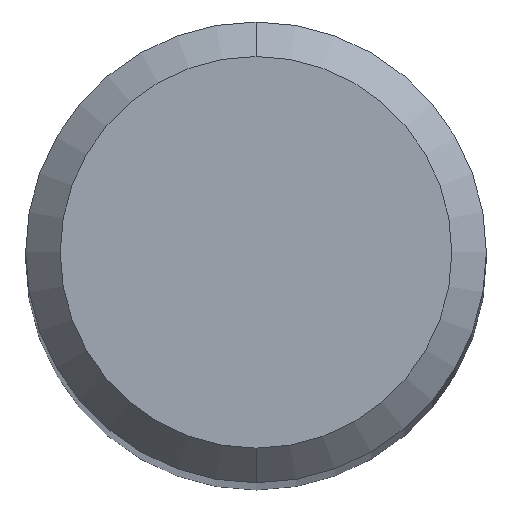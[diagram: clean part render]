
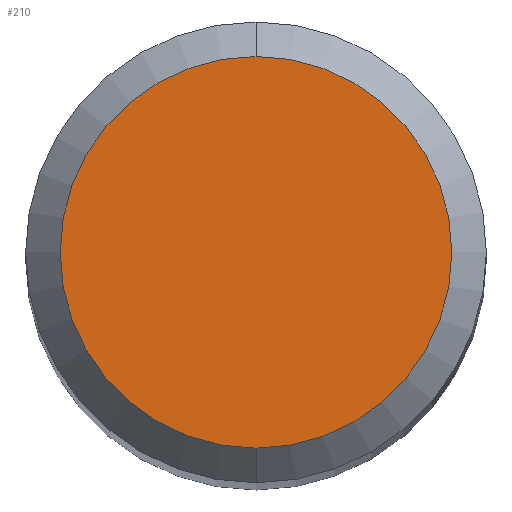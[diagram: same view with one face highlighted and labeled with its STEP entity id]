
A CAD part, top view. The second image highlights one B-rep face of the part: STEP entity #210.
In plain terms, the highlighted planar face has unit normal (0, 0, 1).
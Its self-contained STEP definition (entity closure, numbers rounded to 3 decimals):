
#116=VERTEX_POINT('',#270);
#134=EDGE_CURVE('',#116,#184,#289,.T.);
#184=VERTEX_POINT('',#348);
#210=ADVANCED_FACE('',(#379),#380,.T.);
#214=EDGE_CURVE('',#184,#116,#384,.T.);
#270=CARTESIAN_POINT('',(0.0,1.7,0.0));
#289=CIRCLE('',#466,1.7);
#348=CARTESIAN_POINT('',(0.,-1.7,0.0));
#379=FACE_OUTER_BOUND('',#574,.T.);
#380=PLANE('',#575);
#384=CIRCLE('',#580,1.7);
#466=AXIS2_PLACEMENT_3D('',#644,#645,#646);
#574=EDGE_LOOP('',(#775,#776));
#575=AXIS2_PLACEMENT_3D('',#777,#778,#779);
#580=AXIS2_PLACEMENT_3D('',#780,#781,#782);
#644=CARTESIAN_POINT('',(0.0,0.0,0.0));
#645=DIRECTION('',(0.0,0.0,-1.0));
#646=DIRECTION('',(0.0,1.0,0.0));
#775=ORIENTED_EDGE('',*,*,#134,.F.);
#776=ORIENTED_EDGE('',*,*,#214,.F.);
#777=CARTESIAN_POINT('',(0.0,0.85,0.0));
#778=DIRECTION('',(-0.0,0.0,1.0));
#779=DIRECTION('',(0.0,-1.0,0.0));
#780=CARTESIAN_POINT('',(0.0,0.0,0.0));
#781=DIRECTION('',(0.0,0.0,-1.0));
#782=DIRECTION('',(0.0,1.0,0.0));
